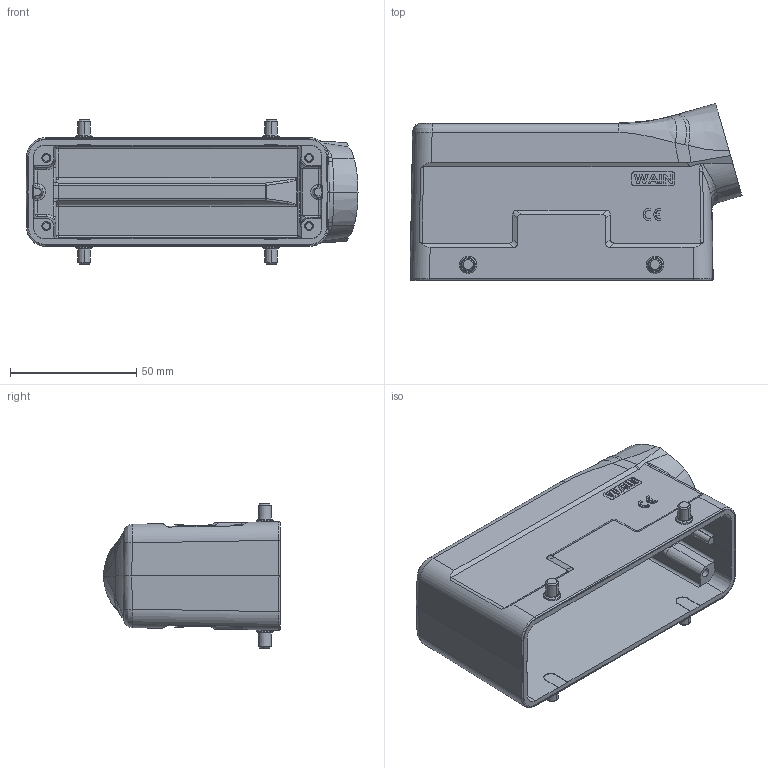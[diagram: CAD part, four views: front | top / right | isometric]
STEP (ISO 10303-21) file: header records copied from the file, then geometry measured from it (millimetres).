
FILE_DESCRIPTION((''),'2;1');
FILE_NAME('3D_1112245301003_EMC_W24B-SE-4B','2024-01-27T',('13034'),(''),'PRO/ENGINEER BY PARAMETRIC TECHNOLOGY CORPORATION, 2012480','PRO/ENGINEER BY PARAMETRIC TECHNOLOGY CORPORATION, 2012480','');
FILE_SCHEMA(('CONFIG_CONTROL_DESIGN'));
Length unit declared in the file: millimetre
Products named in the file (1): 3D_1112245301003_EMC_W24B-SE-4B
Bounding box: 131.4 x 70.04 x 57 mm (x, y, z)
Volume: 76394.8 mm3; surface area: 48313.3 mm2
Topology: 1 solids, 1 shells, 429 faces, 1097 edges, 689 vertices
Faces by surface type: plane 209, cylinder 125, bspline 36, cone 36, sphere 14, torus 8, revolution 1
Entity records: 15139 total; most frequent: CARTESIAN_POINT 5159, ORIENTED_EDGE 2166, DIRECTION 1882, EDGE_CURVE 1083, VERTEX_POINT 689, VECTOR 661, LINE 661, AXIS2_PLACEMENT_3D 610
